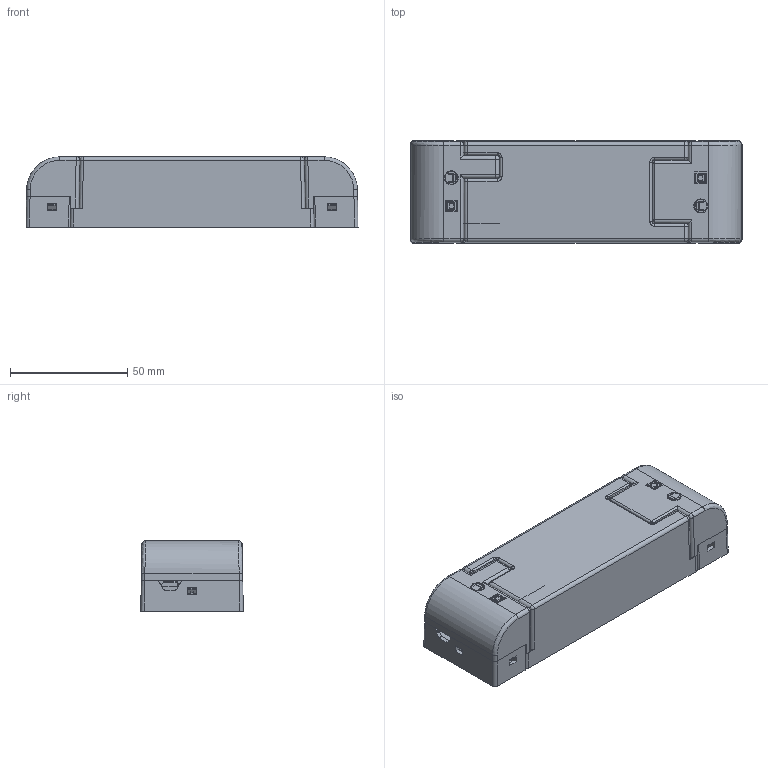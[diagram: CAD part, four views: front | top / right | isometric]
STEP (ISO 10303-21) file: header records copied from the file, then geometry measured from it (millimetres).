
FILE_DESCRIPTION((''),'2;1');
FILE_NAME('LBC20W-1C-Z-V2_ASM','2020-12-09T14:17:04',('wsenga'),(''),'CREO PARAMETRIC BY PTC INC, 2019080','CREO PARAMETRIC BY PTC INC, 2019080','');
FILE_SCHEMA(('CONFIG_CONTROL_DESIGN'));
Length unit declared in the file: millimetre
Products named in the file (470): PCB-V2; MAWLBC20W-1C-Z-1A-V2; MAWLBC20W-1C-Z-2A-V2; BOARD-385_1; EXTRUDED-8132_1; 788161808_1_ASM; EXTRUDED-8509_1; 609524304_1_ASM; SW1_1_ASM; MAIN0805-8916_1; SIDE0805-9265_1; RESISTANCE0805-9931_1; R0805-8894_1_ASM; R37_1_ASM; MAIN0805-8916; SIDE0805-9265; RESISTANCE0805-9931; R0805-8894_ASM; R36_1_ASM; EXTRUDED-12209_1; 429700496_1_ASM; IC3_1_ASM; EXTRUDED-12616_1; 429698704_1_ASM; EXTRUDED-12988_1; 429698320_1_ASM; EXTRUDED-13360_1; 429698576_1_ASM; R35_1_ASM; EXTRUDED-13768_1; 429699728_1_ASM; EXTRUDED-14145_1; 429699600_1_ASM; C12_1_ASM; EXTRUDED-13768; 429699728_ASM; EXTRUDED-14145; 429699600_ASM; C11_1_ASM; EXTRUDED-14622_1 ...
Assembly tree (770 placements, depth 8):
  LBC20W-1C-Z-V2_ASM
    PCB-V2
    MAWLBC20W-1C-Z-1A-V2
    MAWLBC20W-1C-Z-2A-V2
    200901-LBC20WLR-1C-V2_ASM
      PCB_1_ASM
        BOARD-385_1
        SW1_1_ASM
          788161808_1_ASM  x2
            EXTRUDED-8132_1
          609524304_1_ASM
            EXTRUDED-8509_1
        R37_1_ASM
          R0805-8894_1_ASM
            MAIN0805-8916_1
            SIDE0805-9265_1  x2
            RESISTANCE0805-9931_1
        R36_1_ASM
          R0805-8894_ASM
            MAIN0805-8916
            SIDE0805-9265  x2
            RESISTANCE0805-9931
        IC3_1_ASM
          429700496_1_ASM
            EXTRUDED-12209_1
        R35_1_ASM
          429698704_1_ASM
            EXTRUDED-12616_1
          429698320_1_ASM  x2
            EXTRUDED-12988_1
          429698576_1_ASM
            EXTRUDED-13360_1
        C12_1_ASM
          429699728_1_ASM  x2
            EXTRUDED-13768_1
          429699600_1_ASM
            EXTRUDED-14145_1
        C11_1_ASM
          429699728_ASM  x2
            EXTRUDED-13768
          429699600_ASM
            EXTRUDED-14145
        T1_1_ASM
          498757088_1_ASM
            EXTRUDED-14622_1
          429691920_1_ASM  x3
            EXTRUDED-14994_1
          429699856_1_ASM  x3
            EXTRUDED-15366_1
          429699984_1_ASM  x3
            EXTRUDED-15738_1
        C14_1_ASM
          429699728_ASM  x2
            EXTRUDED-13768
          429699600_ASM
            EXTRUDED-14145
        VR2_1_ASM
          520901792_1_ASM  x2
            CYLINDER-16225_1
          520901912_1_ASM  x2
Bounding box: 141.8 x 43.8 x 30 mm (x, y, z)
Volume: 72559.6 mm3; surface area: 100010.4 mm2
Topology: 528 solids, 532 shells, 6723 faces, 16468 edges, 10958 vertices
Faces by surface type: plane 5033, cylinder 1124, extrusion 272, torus 122, bspline 104, sphere 50, cone 18
Entity records: 128951 total; most frequent: CARTESIAN_POINT 27475, DIRECTION 21123, ORIENTED_EDGE 18390, EDGE_CURVE 9203, VECTOR 7089, LINE 7025, AXIS2_PLACEMENT_3D 7017, VERTEX_POINT 6052
